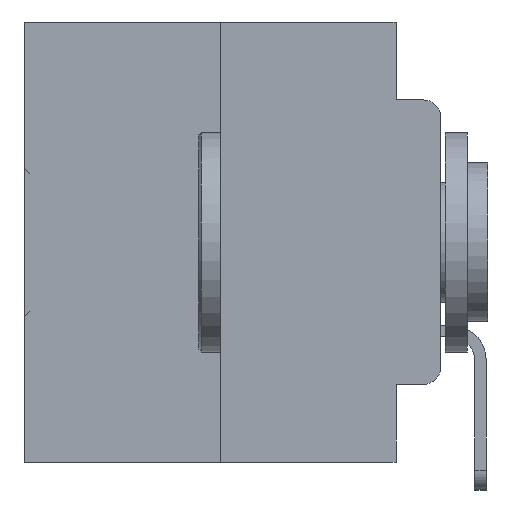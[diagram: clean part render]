
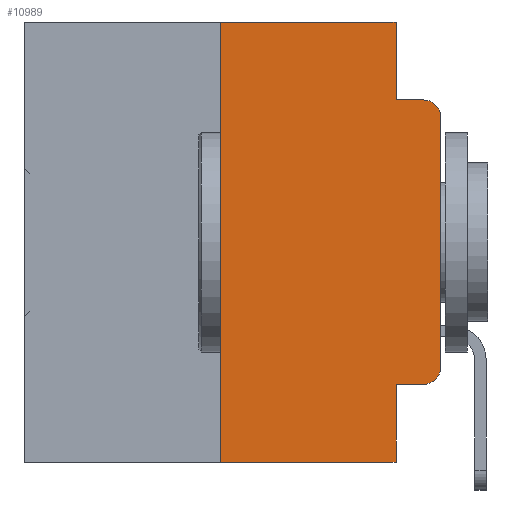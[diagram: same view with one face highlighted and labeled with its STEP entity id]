
A CAD part, left-side view. The second image highlights one B-rep face of the part: STEP entity #10989.
In plain terms, the highlighted planar face has unit normal (-1, 0, 0).
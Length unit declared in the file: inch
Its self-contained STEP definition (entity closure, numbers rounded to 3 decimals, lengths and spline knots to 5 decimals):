
#71 = AXIS2_PLACEMENT_3D ( 'NONE', #779, #20696, #3803 ) ;
#779 = CARTESIAN_POINT ( 'NONE',  ( 0., 0.02, -0.3915 ) ) ;
#958 = VERTEX_POINT ( 'NONE', #17497 ) ;
#1453 = FACE_OUTER_BOUND ( 'NONE', #24621, .T. ) ;
#2300 = VERTEX_POINT ( 'NONE', #29287 ) ;
#2407 = ORIENTED_EDGE ( 'NONE', *, *, #17498, .T. ) ;
#2684 = VERTEX_POINT ( 'NONE', #4561 ) ;
#2859 = VERTEX_POINT ( 'NONE', #22089 ) ;
#3148 = LINE ( 'NONE', #23724, #10143 ) ;
#3803 = DIRECTION ( 'NONE',  ( 0., 0., -1. ) ) ;
#4121 = VERTEX_POINT ( 'NONE', #15325 ) ;
#4175 = AXIS2_PLACEMENT_3D ( 'NONE', #28924, #13830, #31281 ) ;
#4561 = CARTESIAN_POINT ( 'NONE',  ( 0., 0.051, -0.5 ) ) ;
#5023 = VERTEX_POINT ( 'NONE', #21307 ) ;
#5620 = DIRECTION ( 'NONE',  ( 0., 0., 1. ) ) ;
#5866 = LINE ( 'NONE', #9767, #32694 ) ;
#7569 = VERTEX_POINT ( 'NONE', #28894 ) ;
#8458 = ORIENTED_EDGE ( 'NONE', *, *, #20329, .F. ) ;
#8602 = VECTOR ( 'NONE', #24046, 39.37008 ) ;
#9024 = LINE ( 'NONE', #33083, #15723 ) ;
#9054 = LINE ( 'NONE', #22348, #22672 ) ;
#9767 = CARTESIAN_POINT ( 'NONE',  ( 0., 0., 0. ) ) ;
#10143 = VECTOR ( 'NONE', #18535, 39.37008 ) ;
#10556 = LINE ( 'NONE', #18488, #17932 ) ;
#10758 = ORIENTED_EDGE ( 'NONE', *, *, #20124, .F. ) ;
#10989 = ADVANCED_FACE ( 'NONE', ( #1453 ), #12441, .F. ) ;
#11153 = ORIENTED_EDGE ( 'NONE', *, *, #18472, .T. ) ;
#12053 = VERTEX_POINT ( 'NONE', #27317 ) ;
#12324 = CARTESIAN_POINT ( 'NONE',  ( 0., 0.473, 0. ) ) ;
#12441 = PLANE ( 'NONE',  #17560 ) ;
#12653 = CARTESIAN_POINT ( 'NONE',  ( 0., 0.051, 0. ) ) ;
#13526 = VECTOR ( 'NONE', #15492, 39.37008 ) ;
#13830 = DIRECTION ( 'NONE',  ( -1., 0., 0. ) ) ;
#15150 = ORIENTED_EDGE ( 'NONE', *, *, #19780, .F. ) ;
#15297 = DIRECTION ( 'NONE',  ( 0., 0., -1. ) ) ;
#15325 = CARTESIAN_POINT ( 'NONE',  ( 0., 0., -0.1085 ) ) ;
#15492 = DIRECTION ( 'NONE',  ( 0., 0., -1. ) ) ;
#15652 = VERTEX_POINT ( 'NONE', #24682 ) ;
#15723 = VECTOR ( 'NONE', #21690, 39.37008 ) ;
#15787 = CARTESIAN_POINT ( 'NONE',  ( 0., 0.051, -0.0885 ) ) ;
#16474 = ORIENTED_EDGE ( 'NONE', *, *, #19917, .F. ) ;
#17401 = EDGE_CURVE ( 'NONE', #2859, #958, #27970, .T. ) ;
#17497 = CARTESIAN_POINT ( 'NONE',  ( 0., 0., -0.3915 ) ) ;
#17498 = EDGE_CURVE ( 'NONE', #7569, #2859, #3148, .T. ) ;
#17560 = AXIS2_PLACEMENT_3D ( 'NONE', #12324, #30120, #15297 ) ;
#17850 = LINE ( 'NONE', #21603, #8602 ) ;
#17932 = VECTOR ( 'NONE', #32969, 39.37008 ) ;
#18020 = EDGE_CURVE ( 'NONE', #12053, #2300, #10556, .T. ) ;
#18443 = DIRECTION ( 'NONE',  ( 0., -1., 0. ) ) ;
#18472 = EDGE_CURVE ( 'NONE', #958, #4121, #5866, .T. ) ;
#18488 = CARTESIAN_POINT ( 'NONE',  ( 0., 0.473, 0. ) ) ;
#18535 = DIRECTION ( 'NONE',  ( 0., -1., 0. ) ) ;
#18859 = VERTEX_POINT ( 'NONE', #31930 ) ;
#19181 = EDGE_CURVE ( 'NONE', #4121, #5023, #31952, .T. ) ;
#19780 = EDGE_CURVE ( 'NONE', #15652, #5023, #26774, .T. ) ;
#19917 = EDGE_CURVE ( 'NONE', #2300, #15652, #17850, .T. ) ;
#20124 = EDGE_CURVE ( 'NONE', #18859, #12053, #9054, .T. ) ;
#20307 = VECTOR ( 'NONE', #18443, 39.37008 ) ;
#20329 = EDGE_CURVE ( 'NONE', #7569, #2684, #33350, .T. ) ;
#20457 = EDGE_CURVE ( 'NONE', #18859, #2684, #9024, .T. ) ;
#20696 = DIRECTION ( 'NONE',  ( -1., 0., 0. ) ) ;
#20947 = ORIENTED_EDGE ( 'NONE', *, *, #19181, .T. ) ;
#21307 = CARTESIAN_POINT ( 'NONE',  ( 0., 0.02, -0.0885 ) ) ;
#21603 = CARTESIAN_POINT ( 'NONE',  ( 0., 0.051, 0. ) ) ;
#21690 = DIRECTION ( 'NONE',  ( 0., -1., 0. ) ) ;
#22089 = CARTESIAN_POINT ( 'NONE',  ( 0., 0.02, -0.4115 ) ) ;
#22165 = ORIENTED_EDGE ( 'NONE', *, *, #20457, .T. ) ;
#22348 = CARTESIAN_POINT ( 'NONE',  ( 0., 0.25, 0. ) ) ;
#22672 = VECTOR ( 'NONE', #5620, 39.37008 ) ;
#23724 = CARTESIAN_POINT ( 'NONE',  ( 0., 0.051, -0.4115 ) ) ;
#24046 = DIRECTION ( 'NONE',  ( 0., 0., -1. ) ) ;
#24621 = EDGE_LOOP ( 'NONE', ( #11153, #20947, #15150, #16474, #30302, #10758, #22165, #8458, #2407, #31436 ) ) ;
#24682 = CARTESIAN_POINT ( 'NONE',  ( 0., 0.051, -0.0885 ) ) ;
#26774 = LINE ( 'NONE', #15787, #20307 ) ;
#27317 = CARTESIAN_POINT ( 'NONE',  ( 0., 0.25, 0. ) ) ;
#27970 = CIRCLE ( 'NONE', #71, 0.02 ) ;
#28894 = CARTESIAN_POINT ( 'NONE',  ( 0., 0.051, -0.4115 ) ) ;
#28924 = CARTESIAN_POINT ( 'NONE',  ( 0., 0.02, -0.1085 ) ) ;
#29287 = CARTESIAN_POINT ( 'NONE',  ( 0., 0.051, 0. ) ) ;
#30120 = DIRECTION ( 'NONE',  ( 1., 0., 0. ) ) ;
#30294 = DIRECTION ( 'NONE',  ( 0., 0., 1. ) ) ;
#30302 = ORIENTED_EDGE ( 'NONE', *, *, #18020, .F. ) ;
#31281 = DIRECTION ( 'NONE',  ( 0., 0., -1. ) ) ;
#31436 = ORIENTED_EDGE ( 'NONE', *, *, #17401, .T. ) ;
#31930 = CARTESIAN_POINT ( 'NONE',  ( 0., 0.25, -0.5 ) ) ;
#31952 = CIRCLE ( 'NONE', #4175, 0.02 ) ;
#32694 = VECTOR ( 'NONE', #30294, 39.37008 ) ;
#32969 = DIRECTION ( 'NONE',  ( 0., -1., 0. ) ) ;
#33083 = CARTESIAN_POINT ( 'NONE',  ( 0., 0.473, -0.5 ) ) ;
#33350 = LINE ( 'NONE', #12653, #13526 ) ;
